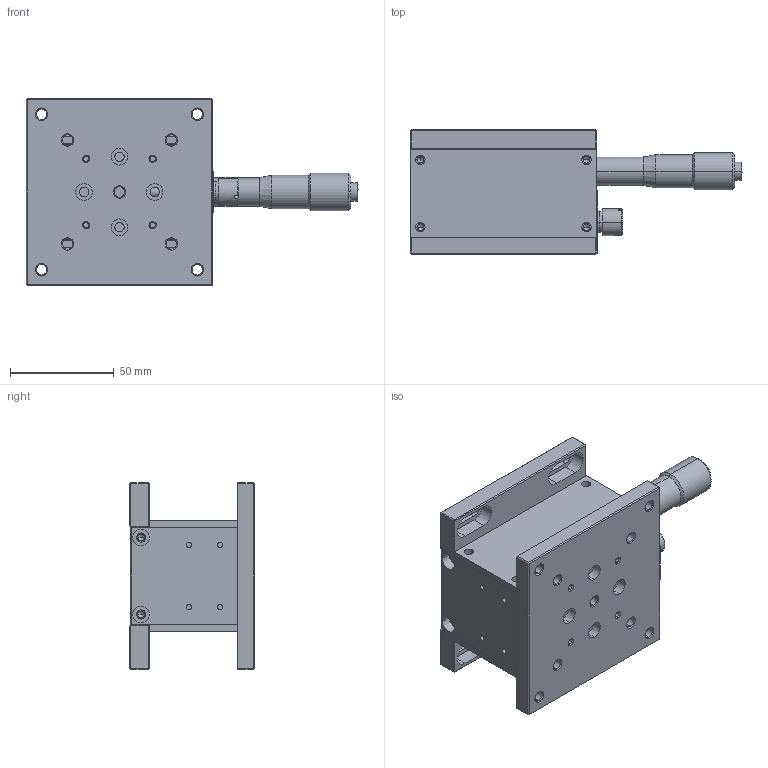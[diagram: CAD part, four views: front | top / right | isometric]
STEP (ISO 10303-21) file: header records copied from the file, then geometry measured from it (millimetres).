
FILE_DESCRIPTION (( 'STEP AP203' ), '1' );
FILE_NAME ('518212.STEP', '2025-07-09T04:40:26', ( '' ), ( '' ), 'SwSTEP 2.0', 'SolidWorks 2020', '' );
FILE_SCHEMA (( 'CONFIG_CONTROL_DESIGN' ));
Length unit declared in the file: millimetre
Products named in the file (1): 518212
Bounding box: 159.95 x 60 x 90 mm (x, y, z)
Volume: 210793.1 mm3; surface area: 83069.7 mm2
Topology: 10 solids, 10 shells, 469 faces, 1186 edges, 730 vertices
Faces by surface type: cylinder 206, plane 175, cone 87, bspline 1
Entity records: 14144 total; most frequent: DIRECTION 2548, CARTESIAN_POINT 2465, ORIENTED_EDGE 2272, EDGE_CURVE 1136, AXIS2_PLACEMENT_3D 955, VERTEX_POINT 730, LINE 638, VECTOR 638
